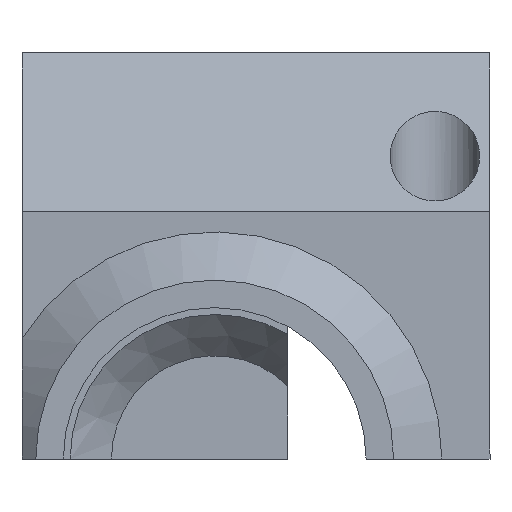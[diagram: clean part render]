
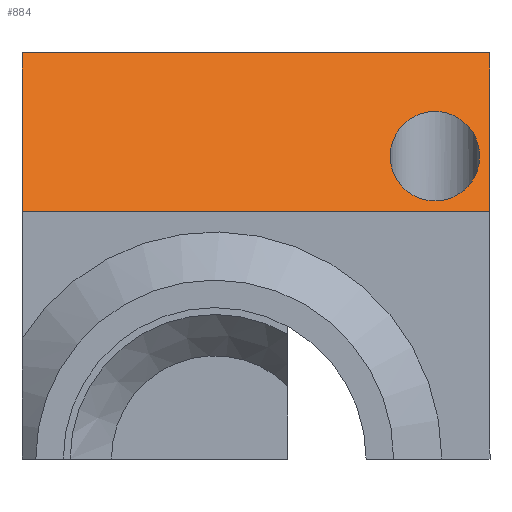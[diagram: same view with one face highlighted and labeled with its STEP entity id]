
A CAD part, left-side view. The second image highlights one B-rep face of the part: STEP entity #884.
In plain terms, the highlighted planar face has unit normal (-0.707, 0, 0.707).
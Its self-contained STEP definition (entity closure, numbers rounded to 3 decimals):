
#16=ELLIPSE('',#975,4.596,3.25);
#44=FACE_BOUND('',#169,.T.);
#113=FACE_OUTER_BOUND('',#168,.T.);
#168=EDGE_LOOP('',(#749,#750,#751,#752));
#169=EDGE_LOOP('',(#753));
#225=LINE('',#1360,#313);
#251=LINE('',#1429,#339);
#269=LINE('',#1481,#357);
#270=LINE('',#1483,#358);
#313=VECTOR('',#1073,10.);
#339=VECTOR('',#1139,10.);
#357=VECTOR('',#1197,10.);
#358=VECTOR('',#1200,10.);
#403=VERTEX_POINT('',#1357);
#404=VERTEX_POINT('',#1359);
#427=VERTEX_POINT('',#1428);
#441=VERTEX_POINT('',#1479);
#442=VERTEX_POINT('',#1484);
#493=EDGE_CURVE('',#403,#404,#225,.T.);
#529=EDGE_CURVE('',#404,#427,#251,.T.);
#556=EDGE_CURVE('',#403,#441,#269,.T.);
#557=EDGE_CURVE('',#427,#441,#270,.T.);
#558=EDGE_CURVE('',#442,#442,#16,.T.);
#749=ORIENTED_EDGE('',*,*,#557,.F.);
#750=ORIENTED_EDGE('',*,*,#529,.F.);
#751=ORIENTED_EDGE('',*,*,#493,.F.);
#752=ORIENTED_EDGE('',*,*,#556,.T.);
#753=ORIENTED_EDGE('',*,*,#558,.F.);
#844=PLANE('',#974);
#884=ADVANCED_FACE('',(#113,#44),#844,.F.);
#974=AXIS2_PLACEMENT_3D('',#1482,#1198,#1199);
#975=AXIS2_PLACEMENT_3D('',#1485,#1201,#1202);
#1073=DIRECTION('',(0.,1.,0.));
#1139=DIRECTION('',(0.707,0.,0.707));
#1197=DIRECTION('',(0.707,0.,0.707));
#1198=DIRECTION('center_axis',(0.707,0.,
-0.707));
#1199=DIRECTION('ref_axis',(0.707,0.,0.707));
#1200=DIRECTION('',(0.,-1.,0.));
#1201=DIRECTION('center_axis',(-0.707,0.,
0.707));
#1202=DIRECTION('ref_axis',(0.707,0.,0.707));
#1357=CARTESIAN_POINT('',(-54.5,-66.3,28.));
#1359=CARTESIAN_POINT('',(-54.5,-32.3,28.));
#1360=CARTESIAN_POINT('',(-54.5,-90.8,28.));
#1428=CARTESIAN_POINT('',(-43.,-32.3,39.5));
#1429=CARTESIAN_POINT('',(-49.5,-32.3,33.));
#1479=CARTESIAN_POINT('',(-43.,-66.3,39.5));
#1481=CARTESIAN_POINT('',(-50.,-66.3,32.5));
#1482=CARTESIAN_POINT('Origin',(-44.75,-82.3,37.75));
#1483=CARTESIAN_POINT('',(-43.,-82.3,39.5));
#1484=CARTESIAN_POINT('',(-53.75,-62.3,28.75));
#1485=CARTESIAN_POINT('Origin',(-50.5,-62.3,32.));
